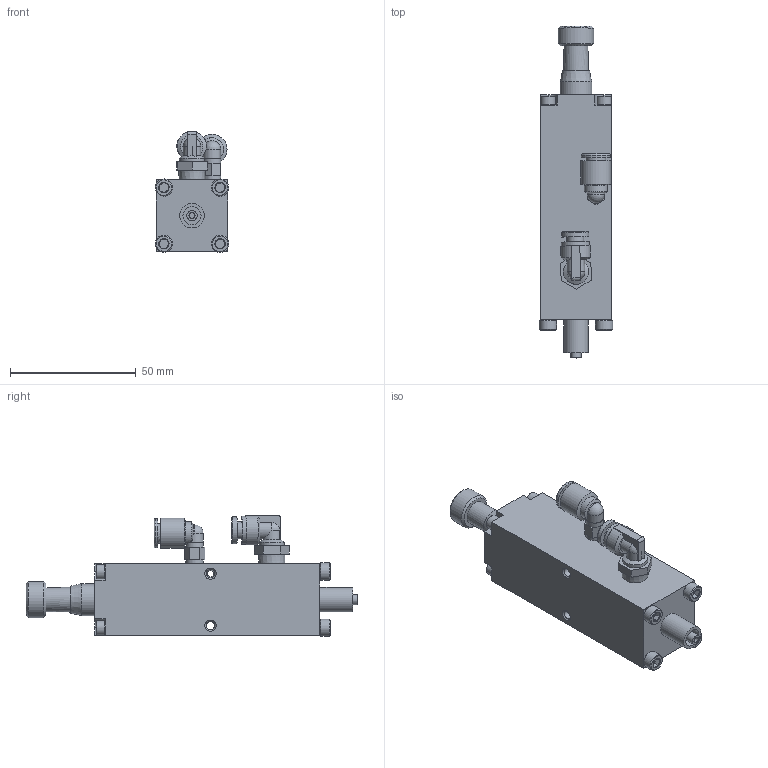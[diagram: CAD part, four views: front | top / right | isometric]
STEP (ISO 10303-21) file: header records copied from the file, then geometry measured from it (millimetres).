
FILE_DESCRIPTION (( 'STEP AP203' ), '1' );
FILE_NAME ('T17618 - VALVE, 485, MAIN.STEP', '2017-01-16T13:27:49', ( '' ), ( '' ), 'SwSTEP 2.0', 'SolidWorks 2015', '' );
FILE_SCHEMA (( 'CONFIG_CONTROL_DESIGN' ));
Length unit declared in the file: inch
Products named in the file (1): T17618 - VALVE, 485, MAIN
Bounding box: 29.21 x 132.04 x 48.04 mm (x, y, z)
Volume: 80176.7 mm3; surface area: 17836.5 mm2
Topology: 1 solids, 1 shells, 259 faces, 551 edges, 326 vertices
Faces by surface type: plane 131, cone 73, cylinder 41, bspline 8, sphere 3, torus 3
Full cylindrical faces by diameter (mm): 1.191 x1, 2.388 x1, 3.454 x4, 4.064 x1, 5.74 x4, 6.35 x1, 6.5 x1, 6.8 x1, 6.858 x4, 7 x2, 7.239 x1, 9.2 x1, 9.703 x1, 10 x1, 10.8 x1, 11.2 x1, 11.6 x1, 12 x1, 12.7 x1, 14.287 x1
Entity records: 7016 total; most frequent: CARTESIAN_POINT 1818, DIRECTION 1061, ORIENTED_EDGE 940, EDGE_CURVE 470, AXIS2_PLACEMENT_3D 422, EDGE_LOOP 363, VERTEX_POINT 309, FACE_OUTER_BOUND 300
